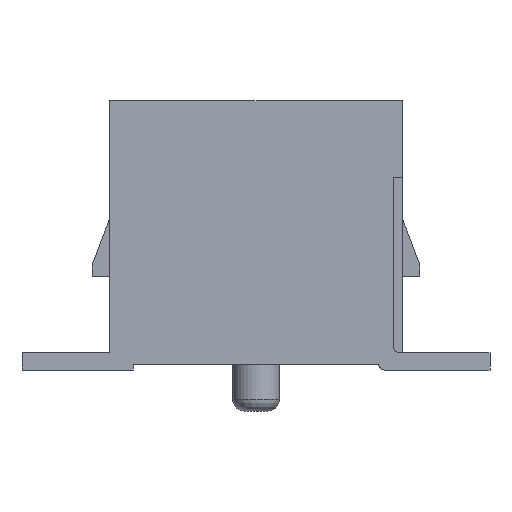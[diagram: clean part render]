
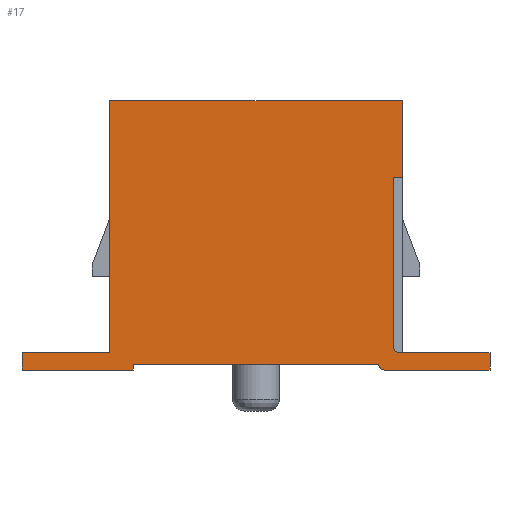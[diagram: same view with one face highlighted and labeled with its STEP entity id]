
A CAD part, front view. The second image highlights one B-rep face of the part: STEP entity #17.
In plain terms, the highlighted planar face has unit normal (0, -1, 0).
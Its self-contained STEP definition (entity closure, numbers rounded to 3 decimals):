
#17 = ADVANCED_FACE('',(#18),#142,.F.);
#18 = FACE_BOUND('',#19,.T.);
#19 = EDGE_LOOP('',(#20,#30,#39,#47,#55,#63,#72,#80,#88,#96,#104,#112,
    #120,#128,#136));
#20 = ORIENTED_EDGE('',*,*,#21,.T.);
#21 = EDGE_CURVE('',#22,#24,#26,.T.);
#22 = VERTEX_POINT('',#23);
#23 = CARTESIAN_POINT('',(-2.1,-12.,0.1));
#24 = VERTEX_POINT('',#25);
#25 = CARTESIAN_POINT('',(2.1,-12.,0.1));
#26 = LINE('',#27,#28);
#27 = CARTESIAN_POINT('',(-2.5,-12.,0.1));
#28 = VECTOR('',#29,1.);
#29 = DIRECTION('',(1.,0.,0.));
#30 = ORIENTED_EDGE('',*,*,#31,.T.);
#31 = EDGE_CURVE('',#24,#32,#34,.T.);
#32 = VERTEX_POINT('',#33);
#33 = CARTESIAN_POINT('',(2.2,-12.,0.));
#34 = CIRCLE('',#35,0.1);
#35 = AXIS2_PLACEMENT_3D('',#36,#37,#38);
#36 = CARTESIAN_POINT('',(2.2,-12.,0.1));
#37 = DIRECTION('',(0.,-1.,0.));
#38 = DIRECTION('',(-1.,-0.,0.));
#39 = ORIENTED_EDGE('',*,*,#40,.T.);
#40 = EDGE_CURVE('',#32,#41,#43,.T.);
#41 = VERTEX_POINT('',#42);
#42 = CARTESIAN_POINT('',(4.,-12.,0.));
#43 = LINE('',#44,#45);
#44 = CARTESIAN_POINT('',(2.1,-12.,0.));
#45 = VECTOR('',#46,1.);
#46 = DIRECTION('',(1.,0.,0.));
#47 = ORIENTED_EDGE('',*,*,#48,.F.);
#48 = EDGE_CURVE('',#49,#41,#51,.T.);
#49 = VERTEX_POINT('',#50);
#50 = CARTESIAN_POINT('',(4.,-12.,0.3));
#51 = LINE('',#52,#53);
#52 = CARTESIAN_POINT('',(4.,-12.,0.3));
#53 = VECTOR('',#54,1.);
#54 = DIRECTION('',(-0.,0.,-1.));
#55 = ORIENTED_EDGE('',*,*,#56,.F.);
#56 = EDGE_CURVE('',#57,#49,#59,.T.);
#57 = VERTEX_POINT('',#58);
#58 = CARTESIAN_POINT('',(2.45,-12.,0.3));
#59 = LINE('',#60,#61);
#60 = CARTESIAN_POINT('',(2.1,-12.,0.3));
#61 = VECTOR('',#62,1.);
#62 = DIRECTION('',(1.,0.,0.));
#63 = ORIENTED_EDGE('',*,*,#64,.T.);
#64 = EDGE_CURVE('',#57,#65,#67,.T.);
#65 = VERTEX_POINT('',#66);
#66 = CARTESIAN_POINT('',(2.35,-12.,0.4));
#67 = CIRCLE('',#68,0.1);
#68 = AXIS2_PLACEMENT_3D('',#69,#70,#71);
#69 = CARTESIAN_POINT('',(2.45,-12.,0.4));
#70 = DIRECTION('',(0.,1.,0.));
#71 = DIRECTION('',(-1.,-0.,0.));
#72 = ORIENTED_EDGE('',*,*,#73,.T.);
#73 = EDGE_CURVE('',#65,#74,#76,.T.);
#74 = VERTEX_POINT('',#75);
#75 = CARTESIAN_POINT('',(2.35,-12.,3.3));
#76 = LINE('',#77,#78);
#77 = CARTESIAN_POINT('',(2.35,-12.,1.7));
#78 = VECTOR('',#79,1.);
#79 = DIRECTION('',(0.,0.,1.));
#80 = ORIENTED_EDGE('',*,*,#81,.T.);
#81 = EDGE_CURVE('',#74,#82,#84,.T.);
#82 = VERTEX_POINT('',#83);
#83 = CARTESIAN_POINT('',(2.5,-12.,3.3));
#84 = LINE('',#85,#86);
#85 = CARTESIAN_POINT('',(2.2,-12.,3.3));
#86 = VECTOR('',#87,1.);
#87 = DIRECTION('',(1.,0.,0.));
#88 = ORIENTED_EDGE('',*,*,#89,.T.);
#89 = EDGE_CURVE('',#82,#90,#92,.T.);
#90 = VERTEX_POINT('',#91);
#91 = CARTESIAN_POINT('',(2.5,-12.,4.6));
#92 = LINE('',#93,#94);
#93 = CARTESIAN_POINT('',(2.5,-12.,4.6));
#94 = VECTOR('',#95,1.);
#95 = DIRECTION('',(0.,0.,1.));
#96 = ORIENTED_EDGE('',*,*,#97,.T.);
#97 = EDGE_CURVE('',#90,#98,#100,.T.);
#98 = VERTEX_POINT('',#99);
#99 = CARTESIAN_POINT('',(-2.5,-12.,4.6));
#100 = LINE('',#101,#102);
#101 = CARTESIAN_POINT('',(-2.5,-12.,4.6));
#102 = VECTOR('',#103,1.);
#103 = DIRECTION('',(-1.,0.,0.));
#104 = ORIENTED_EDGE('',*,*,#105,.T.);
#105 = EDGE_CURVE('',#98,#106,#108,.T.);
#106 = VERTEX_POINT('',#107);
#107 = CARTESIAN_POINT('',(-2.5,-12.,0.3));
#108 = LINE('',#109,#110);
#109 = CARTESIAN_POINT('',(-2.5,-12.,4.6));
#110 = VECTOR('',#111,1.);
#111 = DIRECTION('',(0.,0.,-1.));
#112 = ORIENTED_EDGE('',*,*,#113,.F.);
#113 = EDGE_CURVE('',#114,#106,#116,.T.);
#114 = VERTEX_POINT('',#115);
#115 = CARTESIAN_POINT('',(-4.,-12.,0.3));
#116 = LINE('',#117,#118);
#117 = CARTESIAN_POINT('',(-2.1,-12.,0.3));
#118 = VECTOR('',#119,1.);
#119 = DIRECTION('',(1.,0.,0.));
#120 = ORIENTED_EDGE('',*,*,#121,.T.);
#121 = EDGE_CURVE('',#114,#122,#124,.T.);
#122 = VERTEX_POINT('',#123);
#123 = CARTESIAN_POINT('',(-4.,-12.,0.));
#124 = LINE('',#125,#126);
#125 = CARTESIAN_POINT('',(-4.,-12.,0.3));
#126 = VECTOR('',#127,1.);
#127 = DIRECTION('',(-0.,0.,-1.));
#128 = ORIENTED_EDGE('',*,*,#129,.T.);
#129 = EDGE_CURVE('',#122,#130,#132,.T.);
#130 = VERTEX_POINT('',#131);
#131 = CARTESIAN_POINT('',(-2.1,-12.,0.));
#132 = LINE('',#133,#134);
#133 = CARTESIAN_POINT('',(-2.1,-12.,0.));
#134 = VECTOR('',#135,1.);
#135 = DIRECTION('',(1.,0.,0.));
#136 = ORIENTED_EDGE('',*,*,#137,.F.);
#137 = EDGE_CURVE('',#22,#130,#138,.T.);
#138 = LINE('',#139,#140);
#139 = CARTESIAN_POINT('',(-2.1,-12.,0.3));
#140 = VECTOR('',#141,1.);
#141 = DIRECTION('',(-0.,0.,-1.));
#142 = PLANE('',#143);
#143 = AXIS2_PLACEMENT_3D('',#144,#145,#146);
#144 = CARTESIAN_POINT('',(-2.5,-12.,4.6));
#145 = DIRECTION('',(0.,1.,0.));
#146 = DIRECTION('',(-1.,-0.,0.));
